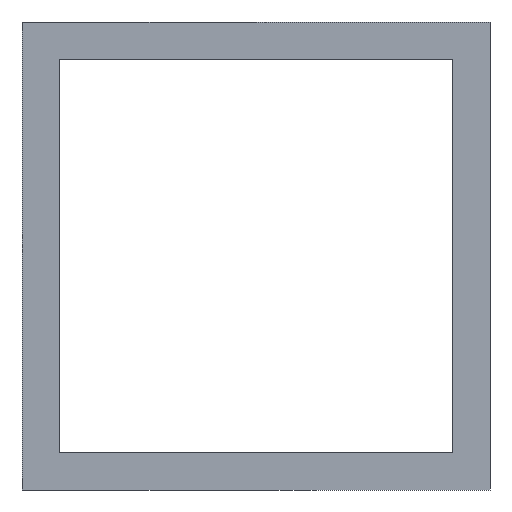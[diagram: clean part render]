
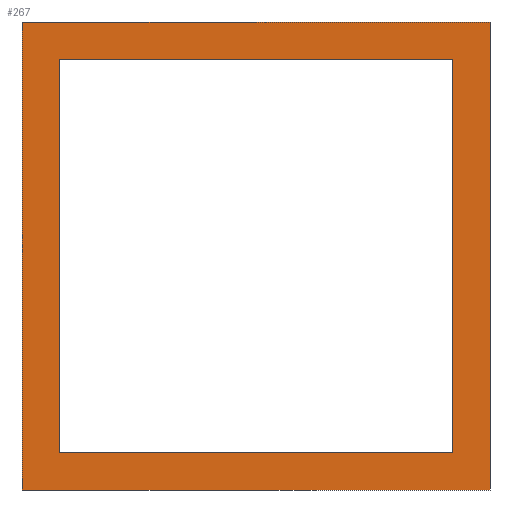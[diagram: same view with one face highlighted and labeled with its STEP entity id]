
A CAD part, front view. The second image highlights one B-rep face of the part: STEP entity #267.
In plain terms, the highlighted planar face has unit normal (0, -1, 0).
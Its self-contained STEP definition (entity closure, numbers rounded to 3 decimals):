
#24 = VERTEX_POINT('',#25);
#25 = CARTESIAN_POINT('',(-12.5,-610.,12.5));
#31 = EDGE_CURVE('',#24,#32,#34,.T.);
#32 = VERTEX_POINT('',#33);
#33 = CARTESIAN_POINT('',(12.5,-610.,12.5));
#34 = LINE('',#35,#36);
#35 = CARTESIAN_POINT('',(-12.5,-610.,12.5));
#36 = VECTOR('',#37,1.);
#37 = DIRECTION('',(1.,0.,0.));
#108 = VERTEX_POINT('',#109);
#109 = CARTESIAN_POINT('',(-12.5,-610.,-12.5));
#115 = EDGE_CURVE('',#108,#24,#116,.T.);
#116 = LINE('',#117,#118);
#117 = CARTESIAN_POINT('',(-12.5,-610.,-12.5));
#118 = VECTOR('',#119,1.);
#119 = DIRECTION('',(0.,0.,1.));
#267 = ADVANCED_FACE('',(#268,#286),#320,.F.);
#268 = FACE_BOUND('',#269,.F.);
#269 = EDGE_LOOP('',(#270,#271,#279,#285));
#270 = ORIENTED_EDGE('',*,*,#31,.T.);
#271 = ORIENTED_EDGE('',*,*,#272,.T.);
#272 = EDGE_CURVE('',#32,#273,#275,.T.);
#273 = VERTEX_POINT('',#274);
#274 = CARTESIAN_POINT('',(12.5,-610.,-12.5));
#275 = LINE('',#276,#277);
#276 = CARTESIAN_POINT('',(12.5,-610.,12.5));
#277 = VECTOR('',#278,1.);
#278 = DIRECTION('',(0.,0.,-1.));
#279 = ORIENTED_EDGE('',*,*,#280,.T.);
#280 = EDGE_CURVE('',#273,#108,#281,.T.);
#281 = LINE('',#282,#283);
#282 = CARTESIAN_POINT('',(12.5,-610.,-12.5));
#283 = VECTOR('',#284,1.);
#284 = DIRECTION('',(-1.,0.,0.));
#285 = ORIENTED_EDGE('',*,*,#115,.T.);
#286 = FACE_BOUND('',#287,.T.);
#287 = EDGE_LOOP('',(#288,#298,#306,#314));
#288 = ORIENTED_EDGE('',*,*,#289,.T.);
#289 = EDGE_CURVE('',#290,#292,#294,.T.);
#290 = VERTEX_POINT('',#291);
#291 = CARTESIAN_POINT('',(-10.5,-610.,10.5));
#292 = VERTEX_POINT('',#293);
#293 = CARTESIAN_POINT('',(10.5,-610.,10.5));
#294 = LINE('',#295,#296);
#295 = CARTESIAN_POINT('',(-10.5,-610.,10.5));
#296 = VECTOR('',#297,1.);
#297 = DIRECTION('',(1.,0.,0.));
#298 = ORIENTED_EDGE('',*,*,#299,.T.);
#299 = EDGE_CURVE('',#292,#300,#302,.T.);
#300 = VERTEX_POINT('',#301);
#301 = CARTESIAN_POINT('',(10.5,-610.,-10.5));
#302 = LINE('',#303,#304);
#303 = CARTESIAN_POINT('',(10.5,-610.,10.5));
#304 = VECTOR('',#305,1.);
#305 = DIRECTION('',(0.,0.,-1.));
#306 = ORIENTED_EDGE('',*,*,#307,.T.);
#307 = EDGE_CURVE('',#300,#308,#310,.T.);
#308 = VERTEX_POINT('',#309);
#309 = CARTESIAN_POINT('',(-10.5,-610.,-10.5));
#310 = LINE('',#311,#312);
#311 = CARTESIAN_POINT('',(10.5,-610.,-10.5));
#312 = VECTOR('',#313,1.);
#313 = DIRECTION('',(-1.,0.,0.));
#314 = ORIENTED_EDGE('',*,*,#315,.T.);
#315 = EDGE_CURVE('',#308,#290,#316,.T.);
#316 = LINE('',#317,#318);
#317 = CARTESIAN_POINT('',(-10.5,-610.,-10.5));
#318 = VECTOR('',#319,1.);
#319 = DIRECTION('',(0.,0.,1.));
#320 = PLANE('',#321);
#321 = AXIS2_PLACEMENT_3D('',#322,#323,#324);
#322 = CARTESIAN_POINT('',(0.,-610.,0.));
#323 = DIRECTION('',(0.,1.,0.));
#324 = DIRECTION('',(0.,0.,1.));
